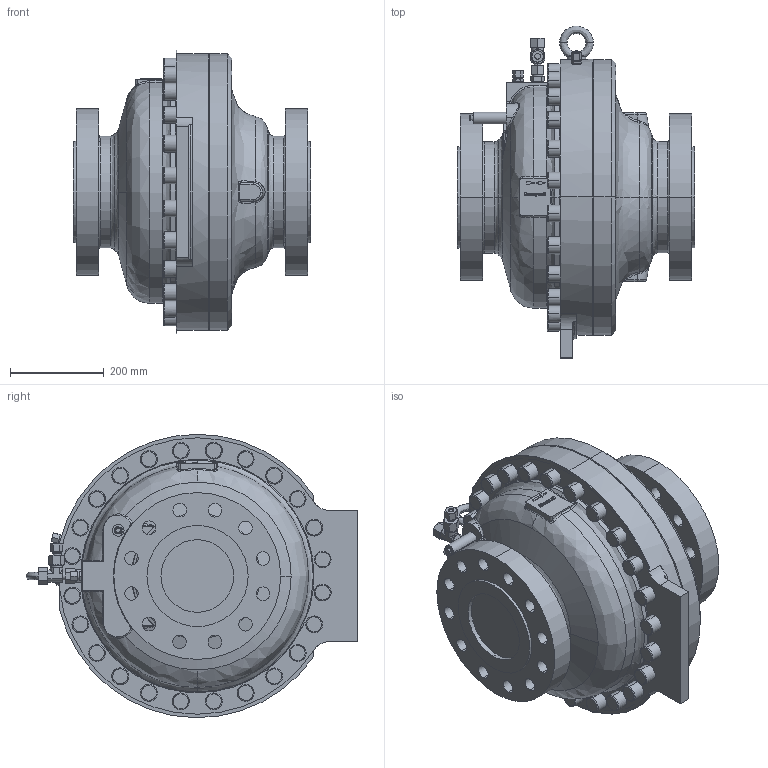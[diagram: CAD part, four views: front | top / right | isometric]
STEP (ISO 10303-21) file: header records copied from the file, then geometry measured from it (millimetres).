
FILE_DESCRIPTION (( 'STEP AP214' ), '1' );
FILE_NAME ('HON 512_DN_150.STEP', '2017-03-02T12:27:21', ( '' ), ( '' ), 'SwSTEP 2.0', 'SolidWorks 2015', '' );
FILE_SCHEMA (( 'AUTOMOTIVE_DESIGN' ));
Length unit declared in the file: millimetre
Products named in the file (1): HON 512_DN_150
Bounding box: 508 x 708.5 x 604.96 mm (x, y, z)
Volume: 72987058.4 mm3; surface area: 1599840.5 mm2
Topology: 1 solids, 1 shells, 860 faces, 2117 edges, 1329 vertices
Faces by surface type: plane 270, cylinder 227, bspline 206, cone 157
Entity records: 45085 total; most frequent: CARTESIAN_POINT 18058, ORIENTED_EDGE 4230, DIRECTION 3655, EDGE_CURVE 2115, AXIS2_PLACEMENT_3D 1442, VERTEX_POINT 1329, EDGE_LOOP 982, ADVANCED_FACE 860
